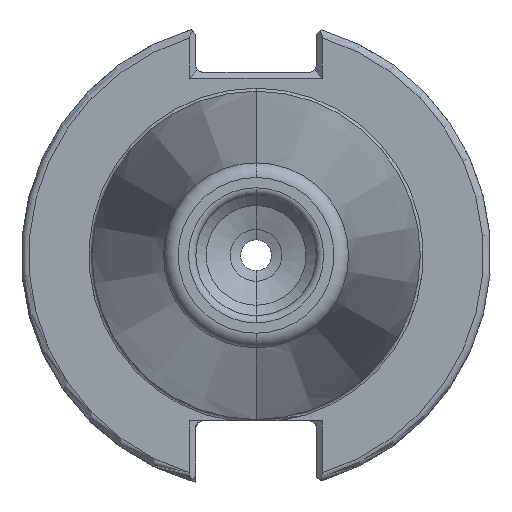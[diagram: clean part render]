
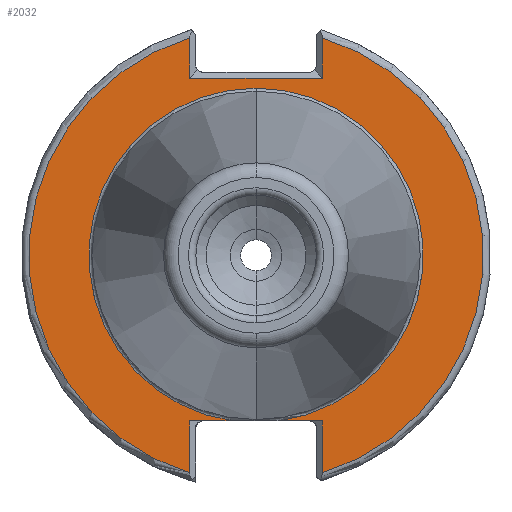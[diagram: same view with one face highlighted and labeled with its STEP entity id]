
A CAD part, left-side view. The second image highlights one B-rep face of the part: STEP entity #2032.
In plain terms, the highlighted planar face has unit normal (-1, 0, 0).
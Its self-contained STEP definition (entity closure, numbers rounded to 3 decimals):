
#6 = EDGE_CURVE ( 'NONE', #1697, #1048, #269, .T. ) ;
#15 = EDGE_CURVE ( 'NONE', #1048, #1977, #804, .T. ) ;
#26 = DIRECTION ( 'NONE',  ( -1., 0., 0. ) ) ;
#48 = CARTESIAN_POINT ( 'NONE',  ( -76.82, 0., 0. ) ) ;
#66 = DIRECTION ( 'NONE',  ( -1., 0., 0. ) ) ;
#81 = LINE ( 'NONE', #1613, #661 ) ;
#83 = DIRECTION ( 'NONE',  ( 0., 0., 1. ) ) ;
#136 = AXIS2_PLACEMENT_3D ( 'NONE', #998, #946, #4454 ) ;
#183 = FACE_OUTER_BOUND ( 'NONE', #3819, .T. ) ;
#208 = CARTESIAN_POINT ( 'NONE',  ( -76.82, 0., 0. ) ) ;
#261 = EDGE_CURVE ( 'NONE', #1977, #1043, #1849, .T. ) ;
#269 = CIRCLE ( 'NONE', #136, 30.775 ) ;
#304 = CARTESIAN_POINT ( 'NONE',  ( -76.82, -8.99, 29.433 ) ) ;
#391 = PLANE ( 'NONE',  #1453 ) ;
#548 = CARTESIAN_POINT ( 'NONE',  ( -76.82, 0., 24. ) ) ;
#661 = VECTOR ( 'NONE', #2842, 1000. ) ;
#695 = ORIENTED_EDGE ( 'NONE', *, *, #713, .T. ) ;
#703 = VECTOR ( 'NONE', #1660, 1000. ) ;
#713 = EDGE_CURVE ( 'NONE', #1073, #4486, #81, .T. ) ;
#744 = DIRECTION ( 'NONE',  ( 0., 0., -1. ) ) ;
#781 = CARTESIAN_POINT ( 'NONE',  ( -76.82, 8.99, -22.41 ) ) ;
#799 = EDGE_CURVE ( 'NONE', #4486, #2412, #3912, .T. ) ;
#800 = DIRECTION ( 'NONE',  ( 0., 0., 1. ) ) ;
#804 = LINE ( 'NONE', #892, #3061 ) ;
#840 = VERTEX_POINT ( 'NONE', #304 ) ;
#851 = ORIENTED_EDGE ( 'NONE', *, *, #1017, .T. ) ;
#860 = VERTEX_POINT ( 'NONE', #3500 ) ;
#892 = CARTESIAN_POINT ( 'NONE',  ( -76.82, 8.99, 0. ) ) ;
#946 = DIRECTION ( 'NONE',  ( -1., 0., 0. ) ) ;
#948 = EDGE_CURVE ( 'NONE', #3864, #1043, #3843, .T. ) ;
#961 = DIRECTION ( 'NONE',  ( 0., 1., 0. ) ) ;
#968 = DIRECTION ( 'NONE',  ( 0., 0., 1. ) ) ;
#998 = CARTESIAN_POINT ( 'NONE',  ( -76.82, 0., 0. ) ) ;
#1017 = EDGE_CURVE ( 'NONE', #2412, #840, #2615, .T. ) ;
#1043 = VERTEX_POINT ( 'NONE', #1972 ) ;
#1048 = VERTEX_POINT ( 'NONE', #1056 ) ;
#1052 = VECTOR ( 'NONE', #2005, 1000. ) ;
#1056 = CARTESIAN_POINT ( 'NONE',  ( -76.82, 8.99, -29.433 ) ) ;
#1061 = ORIENTED_EDGE ( 'NONE', *, *, #6, .T. ) ;
#1073 = VERTEX_POINT ( 'NONE', #1959 ) ;
#1107 = CARTESIAN_POINT ( 'NONE',  ( -76.82, -8.99, 0. ) ) ;
#1190 = VECTOR ( 'NONE', #2888, 1000. ) ;
#1264 = LINE ( 'NONE', #3069, #1190 ) ;
#1323 = EDGE_CURVE ( 'NONE', #840, #860, #2619, .T. ) ;
#1359 = ORIENTED_EDGE ( 'NONE', *, *, #1323, .T. ) ;
#1373 = CARTESIAN_POINT ( 'NONE',  ( -76.82, 8.99, 29.433 ) ) ;
#1393 = DIRECTION ( 'NONE',  ( 0., 0., -1. ) ) ;
#1453 = AXIS2_PLACEMENT_3D ( 'NONE', #3281, #3216, #3527 ) ;
#1613 = CARTESIAN_POINT ( 'NONE',  ( -76.82, -8.19, -22.41 ) ) ;
#1654 = EDGE_CURVE ( 'NONE', #860, #3604, #3571, .T. ) ;
#1660 = DIRECTION ( 'NONE',  ( 0., -1., 0. ) ) ;
#1687 = CARTESIAN_POINT ( 'NONE',  ( -76.82, -8.19, -22.41 ) ) ;
#1697 = VERTEX_POINT ( 'NONE', #1373 ) ;
#1816 = CARTESIAN_POINT ( 'NONE',  ( -76.82, 0., 22.625 ) ) ;
#1839 = CARTESIAN_POINT ( 'NONE',  ( -76.82, -8.99, -22.41 ) ) ;
#1849 = LINE ( 'NONE', #1687, #703 ) ;
#1910 = ORIENTED_EDGE ( 'NONE', *, *, #3209, .F. ) ;
#1940 = CARTESIAN_POINT ( 'NONE',  ( -76.82, -8.99, 24.8 ) ) ;
#1959 = CARTESIAN_POINT ( 'NONE',  ( -76.82, -3.112, -22.41 ) ) ;
#1960 = CARTESIAN_POINT ( 'NONE',  ( -76.82, 8.99, 24. ) ) ;
#1965 = ORIENTED_EDGE ( 'NONE', *, *, #15, .T. ) ;
#1972 = CARTESIAN_POINT ( 'NONE',  ( -76.82, 3.112, -22.41 ) ) ;
#1977 = VERTEX_POINT ( 'NONE', #781 ) ;
#2005 = DIRECTION ( 'NONE',  ( 0., 0., -1. ) ) ;
#2032 = ADVANCED_FACE ( 'NONE', ( #183 ), #391, .F. ) ;
#2109 = AXIS2_PLACEMENT_3D ( 'NONE', #3046, #4021, #744 ) ;
#2154 = CIRCLE ( 'NONE', #2198, 22.625 ) ;
#2198 = AXIS2_PLACEMENT_3D ( 'NONE', #48, #66, #83 ) ;
#2412 = VERTEX_POINT ( 'NONE', #3323 ) ;
#2615 = CIRCLE ( 'NONE', #2109, 30.775 ) ;
#2619 = LINE ( 'NONE', #1940, #1052 ) ;
#2708 = AXIS2_PLACEMENT_3D ( 'NONE', #208, #26, #800 ) ;
#2842 = DIRECTION ( 'NONE',  ( 0., -1., 0. ) ) ;
#2888 = DIRECTION ( 'NONE',  ( 0., 0., 1. ) ) ;
#2920 = ORIENTED_EDGE ( 'NONE', *, *, #799, .T. ) ;
#2923 = ORIENTED_EDGE ( 'NONE', *, *, #3709, .T. ) ;
#2981 = VECTOR ( 'NONE', #1393, 1000. ) ;
#3019 = ORIENTED_EDGE ( 'NONE', *, *, #948, .F. ) ;
#3046 = CARTESIAN_POINT ( 'NONE',  ( -76.82, 0., 0. ) ) ;
#3061 = VECTOR ( 'NONE', #968, 1000. ) ;
#3069 = CARTESIAN_POINT ( 'NONE',  ( -76.82, 8.99, 30.701 ) ) ;
#3209 = EDGE_CURVE ( 'NONE', #1073, #3864, #2154, .T. ) ;
#3216 = DIRECTION ( 'NONE',  ( 1., 0., 0. ) ) ;
#3281 = CARTESIAN_POINT ( 'NONE',  ( -76.82, 0., 0. ) ) ;
#3323 = CARTESIAN_POINT ( 'NONE',  ( -76.82, -8.99, -29.433 ) ) ;
#3467 = ORIENTED_EDGE ( 'NONE', *, *, #261, .T. ) ;
#3500 = CARTESIAN_POINT ( 'NONE',  ( -76.82, -8.99, 24. ) ) ;
#3527 = DIRECTION ( 'NONE',  ( 0., 0., -1. ) ) ;
#3571 = LINE ( 'NONE', #548, #3689 ) ;
#3604 = VERTEX_POINT ( 'NONE', #1960 ) ;
#3689 = VECTOR ( 'NONE', #961, 1000. ) ;
#3709 = EDGE_CURVE ( 'NONE', #3604, #1697, #1264, .T. ) ;
#3819 = EDGE_LOOP ( 'NONE', ( #2923, #1061, #1965, #3467, #3019, #1910, #695, #2920, #851, #1359, #4011 ) ) ;
#3843 = CIRCLE ( 'NONE', #2708, 22.625 ) ;
#3864 = VERTEX_POINT ( 'NONE', #1816 ) ;
#3912 = LINE ( 'NONE', #1107, #2981 ) ;
#4011 = ORIENTED_EDGE ( 'NONE', *, *, #1654, .T. ) ;
#4021 = DIRECTION ( 'NONE',  ( -1., 0., 0. ) ) ;
#4454 = DIRECTION ( 'NONE',  ( 0., 0., -1. ) ) ;
#4486 = VERTEX_POINT ( 'NONE', #1839 ) ;
